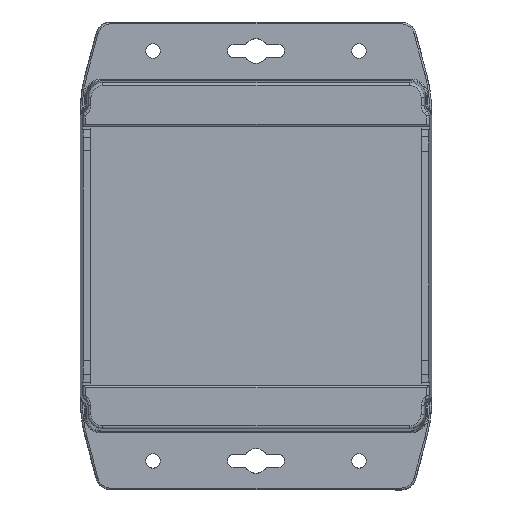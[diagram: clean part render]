
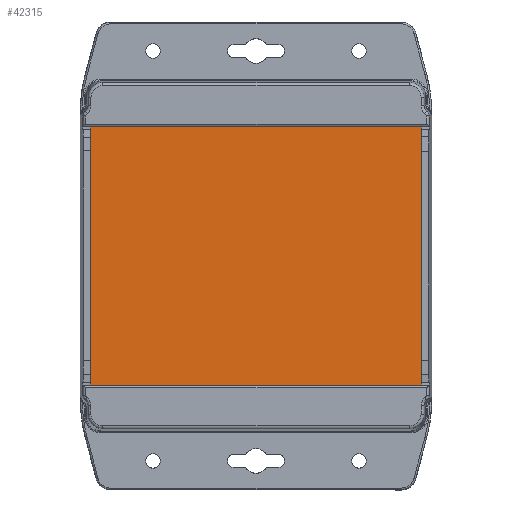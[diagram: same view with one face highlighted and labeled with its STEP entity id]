
A CAD part, top view. The second image highlights one B-rep face of the part: STEP entity #42315.
In plain terms, the highlighted planar face has unit normal (0, 0, 1).
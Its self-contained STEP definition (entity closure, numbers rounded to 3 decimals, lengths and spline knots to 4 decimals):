
#582 = ORIENTED_EDGE ( 'NONE', *, *, #5855, .F. ) ;
#1382 = VERTEX_POINT ( 'NONE', #10768 ) ;
#1649 = EDGE_LOOP ( 'NONE', ( #33133, #36517, #582, #9782, #4967, #44372, #22365, #40328 ) ) ;
#1659 = CARTESIAN_POINT ( 'NONE',  ( 1.301, -0.2402, 0.815 ) ) ;
#1668 = VERTEX_POINT ( 'NONE', #35427 ) ;
#4335 = CARTESIAN_POINT ( 'NONE',  ( -3.1779, -0.2402, 0.815 ) ) ;
#4337 = CARTESIAN_POINT ( 'NONE',  ( -3.1779, -0.2402, 0.815 ) ) ;
#4497 = LINE ( 'NONE', #1659, #28204 ) ;
#4855 = DIRECTION ( 'NONE',  ( 1., 0., 0. ) ) ;
#4967 = ORIENTED_EDGE ( 'NONE', *, *, #31853, .T. ) ;
#5855 = EDGE_CURVE ( 'NONE', #29662, #10615, #44091, .T. ) ;
#8739 = VECTOR ( 'NONE', #43976, 39.3701 ) ;
#9003 = LINE ( 'NONE', #16117, #11892 ) ;
#9782 = ORIENTED_EDGE ( 'NONE', *, *, #38944, .T. ) ;
#9943 = CARTESIAN_POINT ( 'NONE',  ( -3.1779, -3.737, 0.815 ) ) ;
#10066 = CARTESIAN_POINT ( 'NONE',  ( -3.1779, -3.6976, 0.815 ) ) ;
#10171 = DIRECTION ( 'NONE',  ( 0., -1., 0. ) ) ;
#10615 = VERTEX_POINT ( 'NONE', #9943 ) ;
#10768 = CARTESIAN_POINT ( 'NONE',  ( -3.1779, -0.2796, 0.815 ) ) ;
#11093 = DIRECTION ( 'NONE',  ( -1., 0., 0. ) ) ;
#11892 = VECTOR ( 'NONE', #27461, 39.3701 ) ;
#12697 = CARTESIAN_POINT ( 'NONE',  ( -0.9384, -1.9886, 0.815 ) ) ;
#12949 = DIRECTION ( 'NONE',  ( 0., 1., 0. ) ) ;
#13791 = VECTOR ( 'NONE', #11093, 39.3701 ) ;
#13886 = VERTEX_POINT ( 'NONE', #40324 ) ;
#14540 = LINE ( 'NONE', #4337, #30191 ) ;
#15786 = DIRECTION ( 'NONE',  ( 0., 0., -1. ) ) ;
#16117 = CARTESIAN_POINT ( 'NONE',  ( -0.9384, -0.2402, 0.815 ) ) ;
#17541 = CARTESIAN_POINT ( 'NONE',  ( -3.1779, -3.737, 0.815 ) ) ;
#18131 = DIRECTION ( 'NONE',  ( 0., -1., 0. ) ) ;
#19299 = LINE ( 'NONE', #4335, #8739 ) ;
#19573 = CARTESIAN_POINT ( 'NONE',  ( 1.301, -3.737, 0.815 ) ) ;
#20775 = CARTESIAN_POINT ( 'NONE',  ( 1.301, -3.737, 0.815 ) ) ;
#21051 = CARTESIAN_POINT ( 'NONE',  ( 1.301, -0.2796, 0.815 ) ) ;
#22365 = ORIENTED_EDGE ( 'NONE', *, *, #44512, .F. ) ;
#23420 = EDGE_CURVE ( 'NONE', #40362, #10615, #35093, .T. ) ;
#24315 = LINE ( 'NONE', #20775, #35168 ) ;
#27461 = DIRECTION ( 'NONE',  ( 1., 0., 0. ) ) ;
#28174 = CARTESIAN_POINT ( 'NONE',  ( -3.1779, -0.2402, 0.815 ) ) ;
#28204 = VECTOR ( 'NONE', #45083, 39.3701 ) ;
#28597 = LINE ( 'NONE', #34815, #31389 ) ;
#29662 = VERTEX_POINT ( 'NONE', #19573 ) ;
#30191 = VECTOR ( 'NONE', #18131, 39.3701 ) ;
#31389 = VECTOR ( 'NONE', #35281, 39.3701 ) ;
#31853 = EDGE_CURVE ( 'NONE', #1668, #38873, #24315, .T. ) ;
#33133 = ORIENTED_EDGE ( 'NONE', *, *, #46383, .T. ) ;
#34044 = PLANE ( 'NONE',  #42115 ) ;
#34815 = CARTESIAN_POINT ( 'NONE',  ( 1.301, -3.737, 0.815 ) ) ;
#35093 = LINE ( 'NONE', #17541, #41963 ) ;
#35168 = VECTOR ( 'NONE', #12949, 39.3701 ) ;
#35281 = DIRECTION ( 'NONE',  ( 0., 1., 0. ) ) ;
#35427 = CARTESIAN_POINT ( 'NONE',  ( 1.301, -3.6976, 0.815 ) ) ;
#36517 = ORIENTED_EDGE ( 'NONE', *, *, #23420, .T. ) ;
#36694 = EDGE_CURVE ( 'NONE', #13886, #38873, #4497, .T. ) ;
#38873 = VERTEX_POINT ( 'NONE', #21051 ) ;
#38944 = EDGE_CURVE ( 'NONE', #29662, #1668, #28597, .T. ) ;
#40324 = CARTESIAN_POINT ( 'NONE',  ( 1.301, -0.2402, 0.815 ) ) ;
#40328 = ORIENTED_EDGE ( 'NONE', *, *, #41664, .F. ) ;
#40362 = VERTEX_POINT ( 'NONE', #10066 ) ;
#40528 = CARTESIAN_POINT ( 'NONE',  ( -0.9384, -3.737, 0.815 ) ) ;
#40944 = FACE_OUTER_BOUND ( 'NONE', #1649, .T. ) ;
#41664 = EDGE_CURVE ( 'NONE', #1382, #44541, #19299, .T. ) ;
#41963 = VECTOR ( 'NONE', #10171, 39.3701 ) ;
#42115 = AXIS2_PLACEMENT_3D ( 'NONE', #12697, #15786, #4855 ) ;
#42315 = ADVANCED_FACE ( 'NONE', ( #40944 ), #34044, .F. ) ;
#43976 = DIRECTION ( 'NONE',  ( 0., 1., 0. ) ) ;
#44091 = LINE ( 'NONE', #40528, #13791 ) ;
#44372 = ORIENTED_EDGE ( 'NONE', *, *, #36694, .F. ) ;
#44512 = EDGE_CURVE ( 'NONE', #44541, #13886, #9003, .T. ) ;
#44541 = VERTEX_POINT ( 'NONE', #28174 ) ;
#45083 = DIRECTION ( 'NONE',  ( 0., -1., 0. ) ) ;
#46383 = EDGE_CURVE ( 'NONE', #1382, #40362, #14540, .T. ) ;
